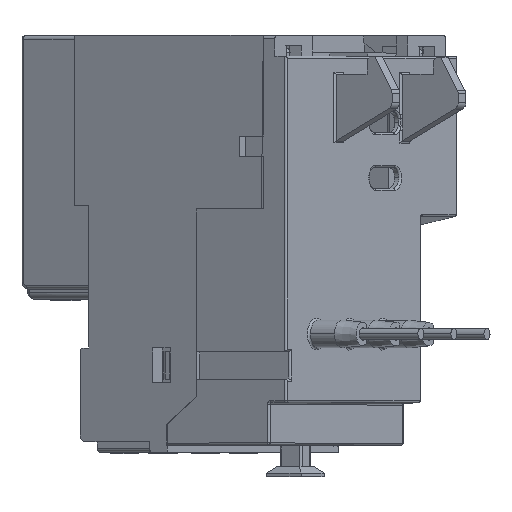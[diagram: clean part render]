
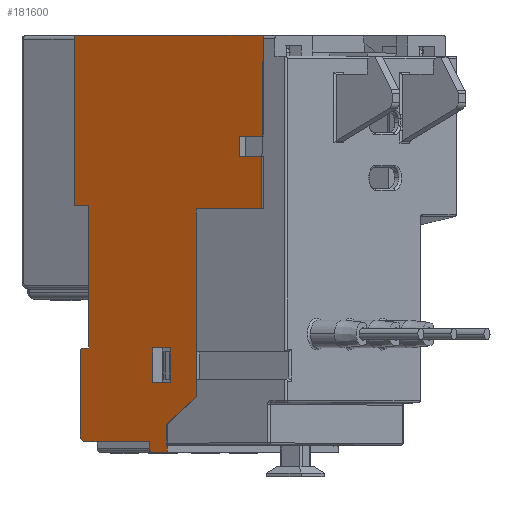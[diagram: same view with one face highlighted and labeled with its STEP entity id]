
A CAD part, top view. The second image highlights one B-rep face of the part: STEP entity #181600.
In plain terms, the highlighted face is planar.
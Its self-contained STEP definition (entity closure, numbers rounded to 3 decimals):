
#164961=DIRECTION('',(-1.,0.,0.));
#164962=VECTOR('',#164961,11.5);
#164963=CARTESIAN_POINT('',(11.5,0.,0.));
#164964=LINE('',#164963,#164962);
#164975=DIRECTION('',(0.,1.,0.));
#164976=VECTOR('',#164975,7.5);
#164977=CARTESIAN_POINT('',(11.5,-7.5,0.));
#164978=LINE('',#164977,#164976);
#166385=DIRECTION('',(0.,-1.,0.));
#166386=VECTOR('',#166385,3.);
#166387=CARTESIAN_POINT('',(7.5,-7.5,0.));
#166388=LINE('',#166387,#166386);
#166392=DIRECTION('',(-1.,0.,0.));
#166393=VECTOR('',#166392,4.);
#166394=CARTESIAN_POINT('',(11.5,-7.5,0.));
#166395=LINE('',#166394,#166393);
#166399=DIRECTION('',(0.,-1.,0.));
#166400=VECTOR('',#166399,27.);
#166401=CARTESIAN_POINT('',(0.,27.,0.));
#166402=LINE('',#166401,#166400);
#166406=DIRECTION('',(0.781,-0.625,0.));
#166407=VECTOR('',#166406,6.403);
#166408=CARTESIAN_POINT('',(-5.,31.,0.));
#166409=LINE('',#166408,#166407);
#166413=DIRECTION('',(0.,-1.,0.));
#166414=VECTOR('',#166413,4.);
#166415=CARTESIAN_POINT('',(-5.,35.,0.));
#166416=LINE('',#166415,#166414);
#166420=DIRECTION('',(1.,0.,0.));
#166421=VECTOR('',#166420,3.);
#166422=CARTESIAN_POINT('',(-8.,35.,0.));
#166423=LINE('',#166422,#166421);
#166427=DIRECTION('',(1.,0.,0.));
#166428=VECTOR('',#166427,11.);
#166429=CARTESIAN_POINT('',(-19.,33.5,0.));
#166430=LINE('',#166429,#166428);
#166434=CARTESIAN_POINT('',(-19.,32.5,0.));
#166435=DIRECTION('',(0.,0.,-1.));
#166436=DIRECTION('',(-1.,0.,0.));
#166437=AXIS2_PLACEMENT_3D('',#166434,#166435,#166436);
#166442=DIRECTION('',(0.,1.,0.));
#166443=VECTOR('',#166442,12.);
#166444=CARTESIAN_POINT('',(-20.,20.5,0.));
#166445=LINE('',#166444,#166443);
#166449=CARTESIAN_POINT('',(-19.5,20.5,0.));
#166450=DIRECTION('',(0.,0.,-1.));
#166451=DIRECTION('',(0.,-1.,0.));
#166452=AXIS2_PLACEMENT_3D('',#166449,#166450,#166451);
#166457=DIRECTION('',(-1.,0.,0.));
#166458=VECTOR('',#166457,1.);
#166459=CARTESIAN_POINT('',(-18.5,20.,0.));
#166460=LINE('',#166459,#166458);
#166464=DIRECTION('',(0.,1.,0.));
#166465=VECTOR('',#166464,20.513);
#166466=CARTESIAN_POINT('',(-18.5,-0.513,0.));
#166467=LINE('',#166466,#166465);
#166471=DIRECTION('',(1.,0.,0.));
#166472=VECTOR('',#166471,2.5);
#166473=CARTESIAN_POINT('',(-21.,-0.513,0.));
#166474=LINE('',#166473,#166472);
#166478=DIRECTION('',(0.,1.,0.));
#166479=VECTOR('',#166478,24.487);
#166480=CARTESIAN_POINT('',(-21.,-25.,0.));
#166481=LINE('',#166480,#166479);
#166485=DIRECTION('',(-1.,0.,0.));
#166486=VECTOR('',#166485,32.5);
#166487=CARTESIAN_POINT('',(11.5,-25.,0.));
#166488=LINE('',#166487,#166486);
#166492=DIRECTION('',(0.,-1.,0.));
#166493=VECTOR('',#166492,14.5);
#166494=CARTESIAN_POINT('',(11.5,-10.5,0.));
#166495=LINE('',#166494,#166493);
#166499=DIRECTION('',(1.,0.,0.));
#166500=VECTOR('',#166499,4.);
#166501=CARTESIAN_POINT('',(7.5,-10.5,0.));
#166502=LINE('',#166501,#166500);
#166506=DIRECTION('',(0.,-1.,0.));
#166507=VECTOR('',#166506,5.);
#166508=CARTESIAN_POINT('',(-7.5,25.,0.));
#166509=LINE('',#166508,#166507);
#166513=DIRECTION('',(-1.,0.,0.));
#166514=VECTOR('',#166513,3.);
#166515=CARTESIAN_POINT('',(-4.5,25.,0.));
#166516=LINE('',#166515,#166514);
#166520=DIRECTION('',(0.,1.,0.));
#166521=VECTOR('',#166520,5.);
#166522=CARTESIAN_POINT('',(-4.5,20.,0.));
#166523=LINE('',#166522,#166521);
#166527=DIRECTION('',(1.,0.,0.));
#166528=VECTOR('',#166527,3.);
#166529=CARTESIAN_POINT('',(-7.5,20.,0.));
#166530=LINE('',#166529,#166528);
#167523=DIRECTION('',(0.,-1.,0.));
#167524=VECTOR('',#167523,1.5);
#167525=CARTESIAN_POINT('',(-8.,35.,0.));
#167526=LINE('',#167525,#167524);
#172979=CARTESIAN_POINT('',(0.,27.,0.));
#172981=VERTEX_POINT('',#172979);
#173246=CARTESIAN_POINT('',(-18.5,-0.513,0.));
#173248=VERTEX_POINT('',#173246);
#173321=CARTESIAN_POINT('',(-18.5,20.,0.));
#173322=VERTEX_POINT('',#173321);
#173350=CARTESIAN_POINT('',(-4.5,25.,0.));
#173352=VERTEX_POINT('',#173350);
#173380=CARTESIAN_POINT('',(-5.,31.,0.));
#173382=VERTEX_POINT('',#173380);
#173573=CARTESIAN_POINT('',(-8.,35.,0.));
#173574=CARTESIAN_POINT('',(-8.,33.5,0.));
#173575=VERTEX_POINT('',#173573);
#173576=VERTEX_POINT('',#173574);
#173642=CARTESIAN_POINT('',(-5.,35.,0.));
#173643=VERTEX_POINT('',#173642);
#173782=CARTESIAN_POINT('',(-4.5,20.,0.));
#173783=VERTEX_POINT('',#173782);
#174028=CARTESIAN_POINT('',(7.5,-7.5,0.));
#174029=VERTEX_POINT('',#174028);
#174100=CARTESIAN_POINT('',(-20.,32.5,0.));
#174101=VERTEX_POINT('',#174100);
#174106=CARTESIAN_POINT('',(11.5,-25.,0.));
#174107=CARTESIAN_POINT('',(-21.,-25.,0.));
#174108=VERTEX_POINT('',#174106);
#174109=VERTEX_POINT('',#174107);
#174124=CARTESIAN_POINT('',(11.5,-7.5,0.));
#174125=CARTESIAN_POINT('',(11.5,0.,0.));
#174126=VERTEX_POINT('',#174124);
#174127=VERTEX_POINT('',#174125);
#174220=CARTESIAN_POINT('',(0.,0.,0.));
#174221=VERTEX_POINT('',#174220);
#174305=CARTESIAN_POINT('',(7.5,-10.5,0.));
#174306=VERTEX_POINT('',#174305);
#174315=CARTESIAN_POINT('',(-20.,20.5,0.));
#174316=VERTEX_POINT('',#174315);
#174407=CARTESIAN_POINT('',(11.5,-10.5,0.));
#174408=VERTEX_POINT('',#174407);
#174525=CARTESIAN_POINT('',(-21.,-0.513,0.));
#174526=VERTEX_POINT('',#174525);
#174688=CARTESIAN_POINT('',(-7.5,20.,0.));
#174689=VERTEX_POINT('',#174688);
#174796=CARTESIAN_POINT('',(-19.5,20.,0.));
#174797=VERTEX_POINT('',#174796);
#174848=CARTESIAN_POINT('',(-7.5,25.,0.));
#174849=VERTEX_POINT('',#174848);
#174928=CARTESIAN_POINT('',(-19.,33.5,0.));
#174929=VERTEX_POINT('',#174928);
#181547=CARTESIAN_POINT('',(-21.,-25.,0.));
#181548=DIRECTION('',(0.,0.,1.));
#181549=DIRECTION('',(1.,0.,0.));
#181550=AXIS2_PLACEMENT_3D('',#181547,#181548,#181549);
#181551=PLANE('',#181550);
#181553=ORIENTED_EDGE('',*,*,#181552,.F.);
#181555=ORIENTED_EDGE('',*,*,#181554,.F.);
#181556=ORIENTED_EDGE('',*,*,#179683,.T.);
#181557=ORIENTED_EDGE('',*,*,#179661,.T.);
#181559=ORIENTED_EDGE('',*,*,#181558,.F.);
#181561=ORIENTED_EDGE('',*,*,#181560,.F.);
#181563=ORIENTED_EDGE('',*,*,#181562,.F.);
#181565=ORIENTED_EDGE('',*,*,#181564,.F.);
#181567=ORIENTED_EDGE('',*,*,#181566,.T.);
#181569=ORIENTED_EDGE('',*,*,#181568,.F.);
#181571=ORIENTED_EDGE('',*,*,#181570,.F.);
#181573=ORIENTED_EDGE('',*,*,#181572,.F.);
#181575=ORIENTED_EDGE('',*,*,#181574,.F.);
#181577=ORIENTED_EDGE('',*,*,#181576,.F.);
#181579=ORIENTED_EDGE('',*,*,#181578,.F.);
#181581=ORIENTED_EDGE('',*,*,#181580,.F.);
#181583=ORIENTED_EDGE('',*,*,#181582,.F.);
#181584=ORIENTED_EDGE('',*,*,#175598,.F.);
#181585=ORIENTED_EDGE('',*,*,#179122,.F.);
#181587=ORIENTED_EDGE('',*,*,#181586,.F.);
#181588=EDGE_LOOP('',(#181553,#181555,#181556,#181557,#181559,#181561,#181563,
#181565,#181567,#181569,#181571,#181573,#181575,#181577,#181579,#181581,#181583,
#181584,#181585,#181587));
#181589=FACE_OUTER_BOUND('',#181588,.F.);
#181591=ORIENTED_EDGE('',*,*,#181590,.F.);
#181593=ORIENTED_EDGE('',*,*,#181592,.F.);
#181595=ORIENTED_EDGE('',*,*,#181594,.F.);
#181597=ORIENTED_EDGE('',*,*,#181596,.F.);
#181598=EDGE_LOOP('',(#181591,#181593,#181595,#181597));
#181599=FACE_BOUND('',#181598,.F.);
#166438=CIRCLE('',#166437,1.);
#166453=CIRCLE('',#166452,0.5);
#175598=EDGE_CURVE('',#174108,#174109,#166488,.T.);
#179122=EDGE_CURVE('',#174408,#174108,#166495,.T.);
#179661=EDGE_CURVE('',#174127,#174221,#164964,.T.);
#179683=EDGE_CURVE('',#174126,#174127,#164978,.T.);
#181552=EDGE_CURVE('',#174029,#174306,#166388,.T.);
#181554=EDGE_CURVE('',#174126,#174029,#166395,.T.);
#181558=EDGE_CURVE('',#172981,#174221,#166402,.T.);
#181560=EDGE_CURVE('',#173382,#172981,#166409,.T.);
#181562=EDGE_CURVE('',#173643,#173382,#166416,.T.);
#181564=EDGE_CURVE('',#173575,#173643,#166423,.T.);
#181566=EDGE_CURVE('',#173575,#173576,#167526,.T.);
#181568=EDGE_CURVE('',#174929,#173576,#166430,.T.);
#181570=EDGE_CURVE('',#174101,#174929,#166438,.T.);
#181572=EDGE_CURVE('',#174316,#174101,#166445,.T.);
#181574=EDGE_CURVE('',#174797,#174316,#166453,.T.);
#181576=EDGE_CURVE('',#173322,#174797,#166460,.T.);
#181578=EDGE_CURVE('',#173248,#173322,#166467,.T.);
#181580=EDGE_CURVE('',#174526,#173248,#166474,.T.);
#181582=EDGE_CURVE('',#174109,#174526,#166481,.T.);
#181586=EDGE_CURVE('',#174306,#174408,#166502,.T.);
#181590=EDGE_CURVE('',#174849,#174689,#166509,.T.);
#181592=EDGE_CURVE('',#173352,#174849,#166516,.T.);
#181594=EDGE_CURVE('',#173783,#173352,#166523,.T.);
#181596=EDGE_CURVE('',#174689,#173783,#166530,.T.);
#181600=ADVANCED_FACE('',(#181589,#181599),#181551,.F.);
